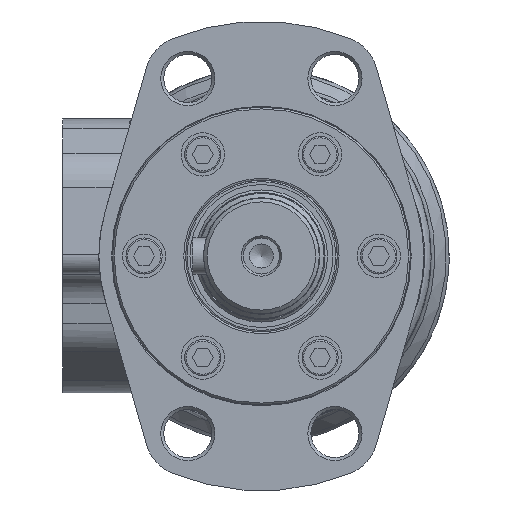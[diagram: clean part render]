
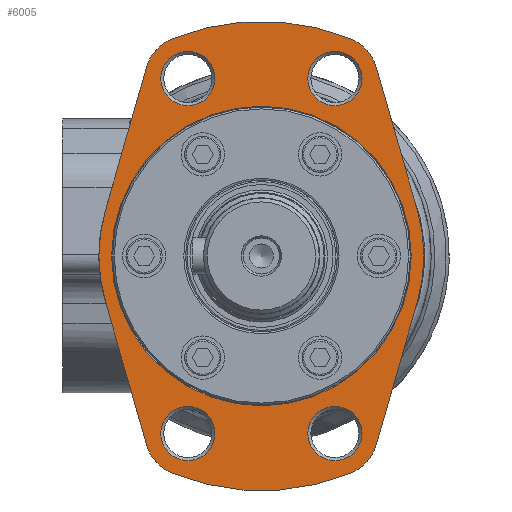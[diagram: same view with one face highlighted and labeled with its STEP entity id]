
A CAD part, left-side view. The second image highlights one B-rep face of the part: STEP entity #6005.
In plain terms, the highlighted planar face has unit normal (-1, 0, 0).
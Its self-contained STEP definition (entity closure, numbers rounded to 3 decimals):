
#630=CIRCLE('',#6672,45.);
#636=CIRCLE('',#6703,45.);
#637=CIRCLE('',#6704,12.);
#638=CIRCLE('',#6705,65.);
#639=CIRCLE('',#6706,12.);
#640=CIRCLE('',#6707,12.);
#641=CIRCLE('',#6708,65.);
#642=CIRCLE('',#6709,12.);
#643=CIRCLE('',#6710,7.505);
#644=CIRCLE('',#6711,7.505);
#645=CIRCLE('',#6712,7.505);
#646=CIRCLE('',#6713,7.505);
#647=CIRCLE('',#6714,41.485);
#1878=ORIENTED_EDGE('',*,*,#2926,.F.);
#1879=ORIENTED_EDGE('',*,*,#2927,.F.);
#1880=ORIENTED_EDGE('',*,*,#2928,.F.);
#1881=ORIENTED_EDGE('',*,*,#2929,.F.);
#1882=ORIENTED_EDGE('',*,*,#2930,.F.);
#1883=ORIENTED_EDGE('',*,*,#2931,.F.);
#1884=ORIENTED_EDGE('',*,*,#2866,.F.);
#1885=ORIENTED_EDGE('',*,*,#2932,.F.);
#1886=ORIENTED_EDGE('',*,*,#2933,.F.);
#1887=ORIENTED_EDGE('',*,*,#2934,.F.);
#1888=ORIENTED_EDGE('',*,*,#2935,.F.);
#1889=ORIENTED_EDGE('',*,*,#2936,.F.);
#1890=ORIENTED_EDGE('',*,*,#2937,.T.);
#1891=ORIENTED_EDGE('',*,*,#2938,.T.);
#1892=ORIENTED_EDGE('',*,*,#2939,.T.);
#1893=ORIENTED_EDGE('',*,*,#2940,.T.);
#1894=ORIENTED_EDGE('',*,*,#2941,.T.);
#2866=EDGE_CURVE('',#3495,#3496,#630,.T.);
#2926=EDGE_CURVE('',#3544,#3545,#636,.T.);
#2927=EDGE_CURVE('',#3546,#3544,#3948,.T.);
#2928=EDGE_CURVE('',#3547,#3546,#637,.T.);
#2929=EDGE_CURVE('',#3548,#3547,#638,.T.);
#2930=EDGE_CURVE('',#3549,#3548,#639,.T.);
#2931=EDGE_CURVE('',#3496,#3549,#3949,.T.);
#2932=EDGE_CURVE('',#3550,#3495,#3950,.T.);
#2933=EDGE_CURVE('',#3551,#3550,#640,.T.);
#2934=EDGE_CURVE('',#3552,#3551,#641,.T.);
#2935=EDGE_CURVE('',#3553,#3552,#642,.T.);
#2936=EDGE_CURVE('',#3545,#3553,#3951,.T.);
#2937=EDGE_CURVE('',#3554,#3554,#643,.T.);
#2938=EDGE_CURVE('',#3555,#3555,#644,.T.);
#2939=EDGE_CURVE('',#3556,#3556,#645,.T.);
#2940=EDGE_CURVE('',#3557,#3557,#646,.T.);
#2941=EDGE_CURVE('',#3558,#3558,#647,.T.);
#3495=VERTEX_POINT('',#10245);
#3496=VERTEX_POINT('',#10247);
#3544=VERTEX_POINT('',#10467);
#3545=VERTEX_POINT('',#10468);
#3546=VERTEX_POINT('',#10470);
#3547=VERTEX_POINT('',#10472);
#3548=VERTEX_POINT('',#10474);
#3549=VERTEX_POINT('',#10476);
#3550=VERTEX_POINT('',#10479);
#3551=VERTEX_POINT('',#10481);
#3552=VERTEX_POINT('',#10483);
#3553=VERTEX_POINT('',#10485);
#3554=VERTEX_POINT('',#10488);
#3555=VERTEX_POINT('',#10490);
#3556=VERTEX_POINT('',#10492);
#3557=VERTEX_POINT('',#10494);
#3558=VERTEX_POINT('',#10496);
#3948=LINE('',#10469,#4290);
#3949=LINE('',#10477,#4291);
#3950=LINE('',#10478,#4292);
#3951=LINE('',#10486,#4293);
#4290=VECTOR('',#8238,1000.);
#4291=VECTOR('',#8245,1000.);
#4292=VECTOR('',#8246,1000.);
#4293=VECTOR('',#8253,1000.);
#4781=EDGE_LOOP('',(#1878,#1879,#1880,#1881,#1882,#1883,#1884,#1885,#1886,
#1887,#1888,#1889));
#4782=EDGE_LOOP('',(#1890));
#4783=EDGE_LOOP('',(#1891));
#4784=EDGE_LOOP('',(#1892));
#4785=EDGE_LOOP('',(#1893));
#4786=EDGE_LOOP('',(#1894));
#5344=FACE_BOUND('',#4781,.T.);
#5345=FACE_BOUND('',#4782,.T.);
#5346=FACE_BOUND('',#4783,.T.);
#5347=FACE_BOUND('',#4784,.T.);
#5348=FACE_BOUND('',#4785,.T.);
#5349=FACE_BOUND('',#4786,.T.);
#5663=PLANE('',#6702);
#6005=ADVANCED_FACE('',(#5344,#5345,#5346,#5347,#5348,#5349),#5663,.F.);
#6672=AXIS2_PLACEMENT_3D('',#10246,#8152,#8153);
#6702=AXIS2_PLACEMENT_3D('',#10465,#8234,#8235);
#6703=AXIS2_PLACEMENT_3D('',#10466,#8236,#8237);
#6704=AXIS2_PLACEMENT_3D('',#10471,#8239,#8240);
#6705=AXIS2_PLACEMENT_3D('',#10473,#8241,#8242);
#6706=AXIS2_PLACEMENT_3D('',#10475,#8243,#8244);
#6707=AXIS2_PLACEMENT_3D('',#10480,#8247,#8248);
#6708=AXIS2_PLACEMENT_3D('',#10482,#8249,#8250);
#6709=AXIS2_PLACEMENT_3D('',#10484,#8251,#8252);
#6710=AXIS2_PLACEMENT_3D('',#10487,#8254,#8255);
#6711=AXIS2_PLACEMENT_3D('',#10489,#8256,#8257);
#6712=AXIS2_PLACEMENT_3D('',#10491,#8258,#8259);
#6713=AXIS2_PLACEMENT_3D('',#10493,#8260,#8261);
#6714=AXIS2_PLACEMENT_3D('',#10495,#8262,#8263);
#8152=DIRECTION('',(1.,0.,0.));
#8153=DIRECTION('',(0.,0.,-1.));
#8234=DIRECTION('',(1.,0.,0.));
#8235=DIRECTION('',(0.,0.,-1.));
#8236=DIRECTION('',(1.,0.,0.));
#8237=DIRECTION('',(0.,0.,-1.));
#8238=DIRECTION('',(0.,0.276,0.961));
#8239=DIRECTION('',(1.,0.,0.));
#8240=DIRECTION('',(0.,0.,-1.));
#8241=DIRECTION('',(1.,0.,0.));
#8242=DIRECTION('',(0.,0.,-1.));
#8243=DIRECTION('',(1.,0.,0.));
#8244=DIRECTION('',(0.,0.,-1.));
#8245=DIRECTION('',(0.,0.276,-0.961));
#8246=DIRECTION('',(0.,-0.276,-0.961));
#8247=DIRECTION('',(1.,0.,0.));
#8248=DIRECTION('',(0.,0.,-1.));
#8249=DIRECTION('',(1.,0.,0.));
#8250=DIRECTION('',(0.,0.,-1.));
#8251=DIRECTION('',(1.,0.,0.));
#8252=DIRECTION('',(0.,0.,-1.));
#8253=DIRECTION('',(0.,-0.276,0.961));
#8254=DIRECTION('',(1.,0.,0.));
#8255=DIRECTION('',(0.,0.,-1.));
#8256=DIRECTION('',(1.,0.,0.));
#8257=DIRECTION('',(0.,0.,-1.));
#8258=DIRECTION('',(1.,0.,0.));
#8259=DIRECTION('',(0.,0.,-1.));
#8260=DIRECTION('',(1.,0.,0.));
#8261=DIRECTION('',(0.,0.,-1.));
#8262=DIRECTION('',(1.,0.,0.));
#8263=DIRECTION('',(0.,0.,-1.));
#10245=CARTESIAN_POINT('',(0.,-43.257,12.404));
#10246=CARTESIAN_POINT('',(0.,0.,0.));
#10247=CARTESIAN_POINT('',(0.,-43.257,-12.404));
#10465=CARTESIAN_POINT('',(0.,0.,0.));
#10466=CARTESIAN_POINT('',(0.,0.,0.));
#10467=CARTESIAN_POINT('',(0.,43.257,-12.404));
#10468=CARTESIAN_POINT('',(0.,43.257,12.404));
#10469=CARTESIAN_POINT('',(0.,31.825,-52.27));
#10470=CARTESIAN_POINT('',(0.,31.825,-52.27));
#10471=CARTESIAN_POINT('',(0.,20.29,-48.962));
#10472=CARTESIAN_POINT('',(0.,24.884,-60.048));
#10473=CARTESIAN_POINT('',(0.,0.,0.));
#10474=CARTESIAN_POINT('',(0.,-24.884,-60.048));
#10475=CARTESIAN_POINT('',(0.,-20.29,-48.962));
#10476=CARTESIAN_POINT('',(0.,-31.825,-52.27));
#10477=CARTESIAN_POINT('',(0.,-43.257,-12.404));
#10478=CARTESIAN_POINT('',(0.,-31.825,52.27));
#10479=CARTESIAN_POINT('',(0.,-31.825,52.27));
#10480=CARTESIAN_POINT('',(0.,-20.29,48.962));
#10481=CARTESIAN_POINT('',(0.,-24.884,60.048));
#10482=CARTESIAN_POINT('',(0.,0.,0.));
#10483=CARTESIAN_POINT('',(0.,24.884,60.048));
#10484=CARTESIAN_POINT('',(0.,20.29,48.962));
#10485=CARTESIAN_POINT('',(0.,31.825,52.27));
#10486=CARTESIAN_POINT('',(0.,43.257,12.404));
#10487=CARTESIAN_POINT('',(0.,-20.36,49.15));
#10488=CARTESIAN_POINT('',(0.,-20.36,41.645));
#10489=CARTESIAN_POINT('',(0.,-20.36,-49.15));
#10490=CARTESIAN_POINT('',(0.,-20.36,-56.655));
#10491=CARTESIAN_POINT('',(0.,20.36,49.15));
#10492=CARTESIAN_POINT('',(0.,20.36,41.645));
#10493=CARTESIAN_POINT('',(0.,20.36,-49.15));
#10494=CARTESIAN_POINT('',(0.,20.36,-56.655));
#10495=CARTESIAN_POINT('',(0.,0.,0.));
#10496=CARTESIAN_POINT('',(0.,0.,-41.485));
